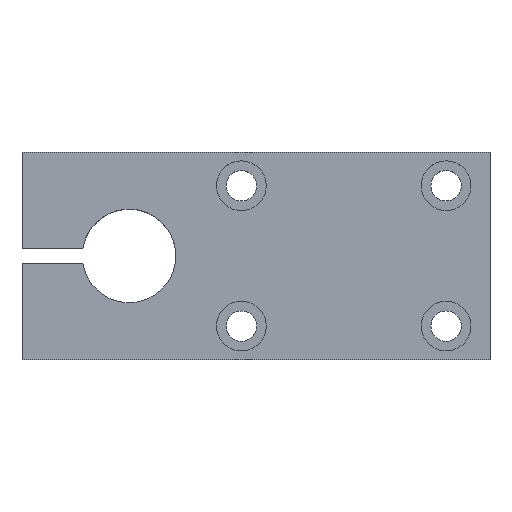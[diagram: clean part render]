
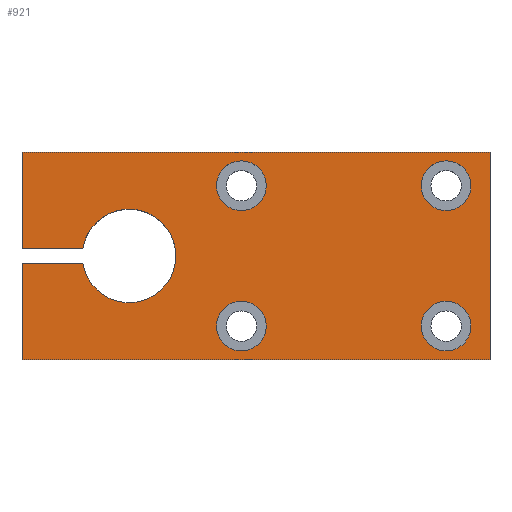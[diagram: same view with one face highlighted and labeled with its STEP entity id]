
A CAD part, top view. The second image highlights one B-rep face of the part: STEP entity #921.
In plain terms, the highlighted planar face has unit normal (0, 0, 1).
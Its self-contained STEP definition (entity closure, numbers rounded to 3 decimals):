
#1 = EDGE_CURVE ( 'NONE', #273, #477, #717, .T. ) ;
#27 = AXIS2_PLACEMENT_3D ( 'NONE', #155, #505, #631 ) ;
#39 = ORIENTED_EDGE ( 'NONE', *, *, #468, .F. ) ;
#45 = DIRECTION ( 'NONE',  ( 1., 0., 0. ) ) ;
#56 = ORIENTED_EDGE ( 'NONE', *, *, #709, .F. ) ;
#63 = CARTESIAN_POINT ( 'NONE',  ( 17.5, -27.75, 8. ) ) ;
#71 = ORIENTED_EDGE ( 'NONE', *, *, #421, .F. ) ;
#72 = ORIENTED_EDGE ( 'NONE', *, *, #138, .F. ) ;
#76 = VERTEX_POINT ( 'NONE', #1178 ) ;
#130 = CARTESIAN_POINT ( 'NONE',  ( -17.5, -3.75, 8. ) ) ;
#138 = EDGE_CURVE ( 'NONE', #508, #1410, #1079, .T. ) ;
#145 = AXIS2_PLACEMENT_3D ( 'NONE', #63, #186, #45 ) ;
#151 = DIRECTION ( 'NONE',  ( -1., 0., 0. ) ) ;
#155 = CARTESIAN_POINT ( 'NONE',  ( -17.5, -27.75, 8. ) ) ;
#156 = DIRECTION ( 'NONE',  ( 1., 0., 0. ) ) ;
#161 = VECTOR ( 'NONE', #151, 1000. ) ;
#177 = CARTESIAN_POINT ( 'NONE',  ( -55., -14.5, 8. ) ) ;
#186 = DIRECTION ( 'NONE',  ( 0., 0., 1. ) ) ;
#188 = ORIENTED_EDGE ( 'NONE', *, *, #1556, .F. ) ;
#199 = AXIS2_PLACEMENT_3D ( 'NONE', #607, #491, #260 ) ;
#201 = CIRCLE ( 'NONE', #1114, 8. ) ;
#203 = DIRECTION ( 'NONE',  ( 1., 0., 0. ) ) ;
#205 = EDGE_CURVE ( 'NONE', #76, #805, #753, .T. ) ;
#212 = DIRECTION ( 'NONE',  ( 0., 1., 0. ) ) ;
#221 = CIRCLE ( 'NONE', #145, 4.25 ) ;
#237 = CIRCLE ( 'NONE', #416, 4.25 ) ;
#238 = VECTOR ( 'NONE', #577, 1000. ) ;
#245 = VERTEX_POINT ( 'NONE', #1488 ) ;
#249 = CARTESIAN_POINT ( 'NONE',  ( 0., 0., 8. ) ) ;
#260 = DIRECTION ( 'NONE',  ( 1., 0., 0. ) ) ;
#263 = CARTESIAN_POINT ( 'NONE',  ( 25., -33.5, 8. ) ) ;
#266 = CARTESIAN_POINT ( 'NONE',  ( -13.25, -3.75, 8. ) ) ;
#273 = VERTEX_POINT ( 'NONE', #1393 ) ;
#279 = ORIENTED_EDGE ( 'NONE', *, *, #1340, .F. ) ;
#292 = VERTEX_POINT ( 'NONE', #532 ) ;
#299 = CARTESIAN_POINT ( 'NONE',  ( 13.25, -3.75, 8. ) ) ;
#313 = CARTESIAN_POINT ( 'NONE',  ( -55., -31.5, 8. ) ) ;
#320 = DIRECTION ( 'NONE',  ( 0., 0., 1. ) ) ;
#330 = VERTEX_POINT ( 'NONE', #1375 ) ;
#354 = EDGE_CURVE ( 'NONE', #292, #479, #715, .T. ) ;
#361 = FACE_BOUND ( 'NONE', #1409, .T. ) ;
#367 = VERTEX_POINT ( 'NONE', #266 ) ;
#377 = DIRECTION ( 'NONE',  ( 0., 0., 1. ) ) ;
#394 = FACE_OUTER_BOUND ( 'NONE', #1121, .T. ) ;
#395 = EDGE_CURVE ( 'NONE', #805, #292, #201, .T. ) ;
#410 = AXIS2_PLACEMENT_3D ( 'NONE', #249, #1323, #972 ) ;
#416 = AXIS2_PLACEMENT_3D ( 'NONE', #918, #320, #203 ) ;
#421 = EDGE_CURVE ( 'NONE', #330, #681, #1265, .T. ) ;
#422 = ORIENTED_EDGE ( 'NONE', *, *, #552, .F. ) ;
#423 = DIRECTION ( 'NONE',  ( 1., 0., 0. ) ) ;
#447 = VERTEX_POINT ( 'NONE', #621 ) ;
#453 = DIRECTION ( 'NONE',  ( 0., 0., 1. ) ) ;
#455 = CIRCLE ( 'NONE', #199, 4.25 ) ;
#468 = EDGE_CURVE ( 'NONE', #367, #807, #1442, .T. ) ;
#477 = VERTEX_POINT ( 'NONE', #299 ) ;
#479 = VERTEX_POINT ( 'NONE', #647 ) ;
#485 = CARTESIAN_POINT ( 'NONE',  ( -36.7, -15.75, 8. ) ) ;
#491 = DIRECTION ( 'NONE',  ( 0., 0., 1. ) ) ;
#505 = DIRECTION ( 'NONE',  ( 0., 0., 1. ) ) ;
#508 = VERTEX_POINT ( 'NONE', #177 ) ;
#510 = CARTESIAN_POINT ( 'NONE',  ( 13.25, -27.75, 8. ) ) ;
#518 = DIRECTION ( 'NONE',  ( 1., 0., 0. ) ) ;
#532 = CARTESIAN_POINT ( 'NONE',  ( -28.7, -15.75, 8. ) ) ;
#541 = CARTESIAN_POINT ( 'NONE',  ( 25., 2., 8. ) ) ;
#543 = CARTESIAN_POINT ( 'NONE',  ( 17.5, -3.75, 8. ) ) ;
#552 = EDGE_CURVE ( 'NONE', #962, #447, #221, .T. ) ;
#577 = DIRECTION ( 'NONE',  ( -1., 0., 0. ) ) ;
#578 = ORIENTED_EDGE ( 'NONE', *, *, #1, .F. ) ;
#598 = FACE_BOUND ( 'NONE', #1297, .T. ) ;
#607 = CARTESIAN_POINT ( 'NONE',  ( 17.5, -27.75, 8. ) ) ;
#615 = DIRECTION ( 'NONE',  ( 0., 1., 0. ) ) ;
#621 = CARTESIAN_POINT ( 'NONE',  ( 21.75, -27.75, 8. ) ) ;
#631 = DIRECTION ( 'NONE',  ( 1., 0., 0. ) ) ;
#634 = EDGE_CURVE ( 'NONE', #330, #1200, #1263, .T. ) ;
#636 = VECTOR ( 'NONE', #615, 1000. ) ;
#647 = CARTESIAN_POINT ( 'NONE',  ( -44.602, -14.5, 8. ) ) ;
#650 = DIRECTION ( 'NONE',  ( 0., 1., 0. ) ) ;
#653 = EDGE_CURVE ( 'NONE', #1410, #1200, #1425, .T. ) ;
#657 = DIRECTION ( 'NONE',  ( 0., 0., 1. ) ) ;
#681 = VERTEX_POINT ( 'NONE', #1390 ) ;
#691 = CARTESIAN_POINT ( 'NONE',  ( -55., -14.5, 8. ) ) ;
#705 = CARTESIAN_POINT ( 'NONE',  ( -21.75, -3.75, 8. ) ) ;
#709 = EDGE_CURVE ( 'NONE', #479, #508, #1194, .T. ) ;
#715 = CIRCLE ( 'NONE', #902, 8. ) ;
#717 = CIRCLE ( 'NONE', #980, 4.25 ) ;
#720 = PLANE ( 'NONE',  #410 ) ;
#730 = CARTESIAN_POINT ( 'NONE',  ( -55., -31.5, 8. ) ) ;
#733 = CARTESIAN_POINT ( 'NONE',  ( -36.7, -15.75, 8. ) ) ;
#743 = ORIENTED_EDGE ( 'NONE', *, *, #653, .F. ) ;
#744 = DIRECTION ( 'NONE',  ( 0., 0., 1. ) ) ;
#753 = LINE ( 'NONE', #1023, #971 ) ;
#754 = ORIENTED_EDGE ( 'NONE', *, *, #942, .F. ) ;
#782 = ORIENTED_EDGE ( 'NONE', *, *, #1004, .F. ) ;
#792 = CIRCLE ( 'NONE', #1290, 4.25 ) ;
#805 = VERTEX_POINT ( 'NONE', #1548 ) ;
#807 = VERTEX_POINT ( 'NONE', #705 ) ;
#871 = DIRECTION ( 'NONE',  ( 1., 0., 0. ) ) ;
#884 = CARTESIAN_POINT ( 'NONE',  ( 17.5, -3.75, 8. ) ) ;
#898 = ORIENTED_EDGE ( 'NONE', *, *, #1188, .F. ) ;
#902 = AXIS2_PLACEMENT_3D ( 'NONE', #485, #744, #156 ) ;
#918 = CARTESIAN_POINT ( 'NONE',  ( -17.5, -27.75, 8. ) ) ;
#919 = CARTESIAN_POINT ( 'NONE',  ( 25., -31.5, 8. ) ) ;
#921 = ADVANCED_FACE ( 'NONE', ( #361, #1246, #1077, #598, #394 ), #720, .T. ) ;
#942 = EDGE_CURVE ( 'NONE', #447, #962, #455, .T. ) ;
#962 = VERTEX_POINT ( 'NONE', #510 ) ;
#971 = VECTOR ( 'NONE', #423, 1000. ) ;
#972 = DIRECTION ( 'NONE',  ( 1., 0., 0. ) ) ;
#980 = AXIS2_PLACEMENT_3D ( 'NONE', #884, #1030, #518 ) ;
#987 = VECTOR ( 'NONE', #1264, 1000. ) ;
#988 = DIRECTION ( 'NONE',  ( 1., 0., 0. ) ) ;
#989 = ORIENTED_EDGE ( 'NONE', *, *, #354, .F. ) ;
#1004 = EDGE_CURVE ( 'NONE', #1367, #245, #1325, .T. ) ;
#1014 = AXIS2_PLACEMENT_3D ( 'NONE', #1492, #657, #1127 ) ;
#1023 = CARTESIAN_POINT ( 'NONE',  ( -55., -17., 8. ) ) ;
#1030 = DIRECTION ( 'NONE',  ( 0., 0., 1. ) ) ;
#1063 = VECTOR ( 'NONE', #212, 1000. ) ;
#1069 = ORIENTED_EDGE ( 'NONE', *, *, #395, .F. ) ;
#1077 = FACE_BOUND ( 'NONE', #1544, .T. ) ;
#1079 = LINE ( 'NONE', #313, #1289 ) ;
#1114 = AXIS2_PLACEMENT_3D ( 'NONE', #733, #1481, #871 ) ;
#1121 = EDGE_LOOP ( 'NONE', ( #56, #989, #1069, #1415, #1334, #71, #1222, #743, #72 ) ) ;
#1127 = DIRECTION ( 'NONE',  ( 1., 0., 0. ) ) ;
#1130 = LINE ( 'NONE', #730, #636 ) ;
#1178 = CARTESIAN_POINT ( 'NONE',  ( -55., -17., 8. ) ) ;
#1188 = EDGE_CURVE ( 'NONE', #245, #1367, #237, .T. ) ;
#1194 = LINE ( 'NONE', #691, #238 ) ;
#1200 = VERTEX_POINT ( 'NONE', #541 ) ;
#1203 = EDGE_LOOP ( 'NONE', ( #754, #422 ) ) ;
#1222 = ORIENTED_EDGE ( 'NONE', *, *, #634, .T. ) ;
#1246 = FACE_BOUND ( 'NONE', #1203, .T. ) ;
#1263 = LINE ( 'NONE', #919, #1063 ) ;
#1264 = DIRECTION ( 'NONE',  ( 1., 0., 0. ) ) ;
#1265 = LINE ( 'NONE', #263, #161 ) ;
#1285 = AXIS2_PLACEMENT_3D ( 'NONE', #543, #453, #1411 ) ;
#1289 = VECTOR ( 'NONE', #650, 1000. ) ;
#1290 = AXIS2_PLACEMENT_3D ( 'NONE', #130, #377, #988 ) ;
#1297 = EDGE_LOOP ( 'NONE', ( #39, #279 ) ) ;
#1323 = DIRECTION ( 'NONE',  ( 0., 0., 1. ) ) ;
#1325 = CIRCLE ( 'NONE', #27, 4.25 ) ;
#1331 = CARTESIAN_POINT ( 'NONE',  ( -13.25, -27.75, 8. ) ) ;
#1334 = ORIENTED_EDGE ( 'NONE', *, *, #1359, .F. ) ;
#1340 = EDGE_CURVE ( 'NONE', #807, #367, #792, .T. ) ;
#1341 = CARTESIAN_POINT ( 'NONE',  ( -55., 2., 8. ) ) ;
#1359 = EDGE_CURVE ( 'NONE', #681, #76, #1130, .T. ) ;
#1367 = VERTEX_POINT ( 'NONE', #1331 ) ;
#1375 = CARTESIAN_POINT ( 'NONE',  ( 25., -33.5, 8. ) ) ;
#1390 = CARTESIAN_POINT ( 'NONE',  ( -55., -33.5, 8. ) ) ;
#1393 = CARTESIAN_POINT ( 'NONE',  ( 21.75, -3.75, 8. ) ) ;
#1403 = CARTESIAN_POINT ( 'NONE',  ( -55., 2., 8. ) ) ;
#1409 = EDGE_LOOP ( 'NONE', ( #782, #898 ) ) ;
#1410 = VERTEX_POINT ( 'NONE', #1341 ) ;
#1411 = DIRECTION ( 'NONE',  ( 1., 0., 0. ) ) ;
#1415 = ORIENTED_EDGE ( 'NONE', *, *, #205, .F. ) ;
#1424 = CIRCLE ( 'NONE', #1285, 4.25 ) ;
#1425 = LINE ( 'NONE', #1403, #987 ) ;
#1442 = CIRCLE ( 'NONE', #1014, 4.25 ) ;
#1481 = DIRECTION ( 'NONE',  ( 0., 0., 1. ) ) ;
#1488 = CARTESIAN_POINT ( 'NONE',  ( -21.75, -27.75, 8. ) ) ;
#1492 = CARTESIAN_POINT ( 'NONE',  ( -17.5, -3.75, 8. ) ) ;
#1544 = EDGE_LOOP ( 'NONE', ( #578, #188 ) ) ;
#1548 = CARTESIAN_POINT ( 'NONE',  ( -44.602, -17., 8. ) ) ;
#1556 = EDGE_CURVE ( 'NONE', #477, #273, #1424, .T. ) ;
